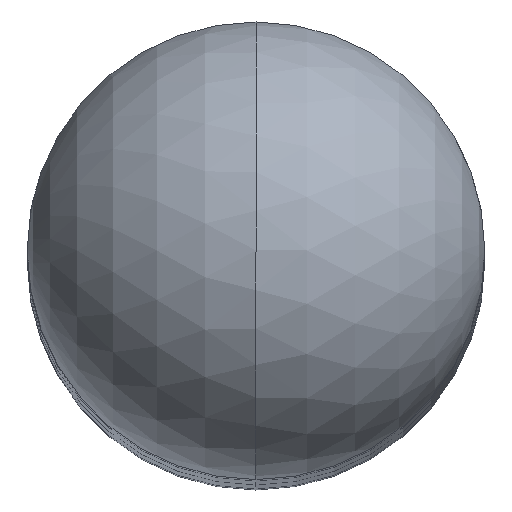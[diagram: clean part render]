
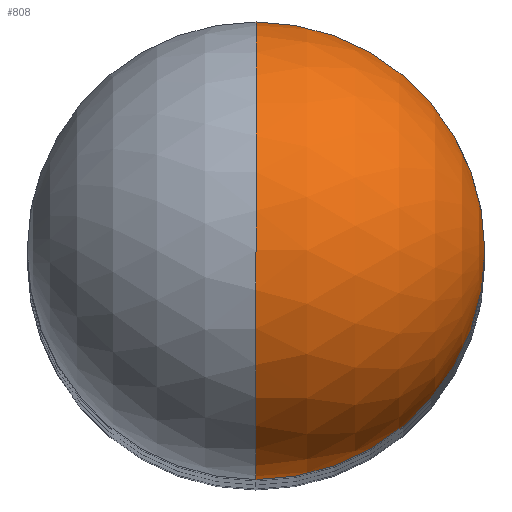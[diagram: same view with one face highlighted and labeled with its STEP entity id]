
A CAD part, top view. The second image highlights one B-rep face of the part: STEP entity #808.
In plain terms, the highlighted spherical face has radius 2.25 mm.
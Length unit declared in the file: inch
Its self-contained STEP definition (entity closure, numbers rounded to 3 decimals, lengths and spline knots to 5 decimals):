
#39 = EDGE_LOOP ( 'NONE', ( #688, #531, #483, #206 ) ) ;
#44 = CIRCLE ( 'NONE', #774, 0.0886 ) ;
#71 = CIRCLE ( 'NONE', #249, 0.0886 ) ;
#100 = DIRECTION ( 'NONE',  ( 1., 0., 0. ) ) ;
#128 = DIRECTION ( 'NONE',  ( 0., 1., 0. ) ) ;
#144 = CIRCLE ( 'NONE', #496, 0.0886 ) ;
#206 = ORIENTED_EDGE ( 'NONE', *, *, #450, .T. ) ;
#234 = CARTESIAN_POINT ( 'NONE',  ( 0., 0., -0.0886 ) ) ;
#249 = AXIS2_PLACEMENT_3D ( 'NONE', #268, #649, #449 ) ;
#268 = CARTESIAN_POINT ( 'NONE',  ( 0., 0., -0.0886 ) ) ;
#277 = DIRECTION ( 'NONE',  ( 0., 1., 0. ) ) ;
#281 = DIRECTION ( 'NONE',  ( 1., 0., 0. ) ) ;
#323 = VERTEX_POINT ( 'NONE', #341 ) ;
#341 = CARTESIAN_POINT ( 'NONE',  ( 0., 0., 0. ) ) ;
#351 = VERTEX_POINT ( 'NONE', #681 ) ;
#372 = CARTESIAN_POINT ( 'NONE',  ( 0., 0., -0.0886 ) ) ;
#430 = FACE_OUTER_BOUND ( 'NONE', #39, .T. ) ;
#449 = DIRECTION ( 'NONE',  ( 0., -1., 0. ) ) ;
#450 = EDGE_CURVE ( 'NONE', #605, #718, #144, .T. ) ;
#473 = CARTESIAN_POINT ( 'NONE',  ( 0., 0., -0.0886 ) ) ;
#477 = CARTESIAN_POINT ( 'NONE',  ( 0., 0.0886, -0.0886 ) ) ;
#483 = ORIENTED_EDGE ( 'NONE', *, *, #707, .T. ) ;
#486 = DIRECTION ( 'NONE',  ( 1., 0., 0. ) ) ;
#496 = AXIS2_PLACEMENT_3D ( 'NONE', #372, #497, #486 ) ;
#497 = DIRECTION ( 'NONE',  ( 0., 0., 1. ) ) ;
#528 = DIRECTION ( 'NONE',  ( 0., 0., 1. ) ) ;
#531 = ORIENTED_EDGE ( 'NONE', *, *, #784, .T. ) ;
#537 = SPHERICAL_SURFACE ( 'NONE', #757, 0.0886 ) ;
#571 = CARTESIAN_POINT ( 'NONE',  ( 0.0886, 0., -0.0886 ) ) ;
#605 = VERTEX_POINT ( 'NONE', #571 ) ;
#649 = DIRECTION ( 'NONE',  ( -1., 0., 0. ) ) ;
#681 = CARTESIAN_POINT ( 'NONE',  ( 0., -0.0886, -0.0886 ) ) ;
#688 = ORIENTED_EDGE ( 'NONE', *, *, #763, .F. ) ;
#707 = EDGE_CURVE ( 'NONE', #351, #605, #44, .T. ) ;
#718 = VERTEX_POINT ( 'NONE', #477 ) ;
#724 = CARTESIAN_POINT ( 'NONE',  ( 0., 0., -0.0886 ) ) ;
#725 = CIRCLE ( 'NONE', #744, 0.0886 ) ;
#744 = AXIS2_PLACEMENT_3D ( 'NONE', #473, #100, #277 ) ;
#757 = AXIS2_PLACEMENT_3D ( 'NONE', #234, #811, #128 ) ;
#763 = EDGE_CURVE ( 'NONE', #323, #718, #71, .T. ) ;
#774 = AXIS2_PLACEMENT_3D ( 'NONE', #724, #528, #281 ) ;
#784 = EDGE_CURVE ( 'NONE', #323, #351, #725, .T. ) ;
#808 = ADVANCED_FACE ( 'NONE', ( #430 ), #537, .T. ) ;
#811 = DIRECTION ( 'NONE',  ( 1., 0., 0. ) ) ;
